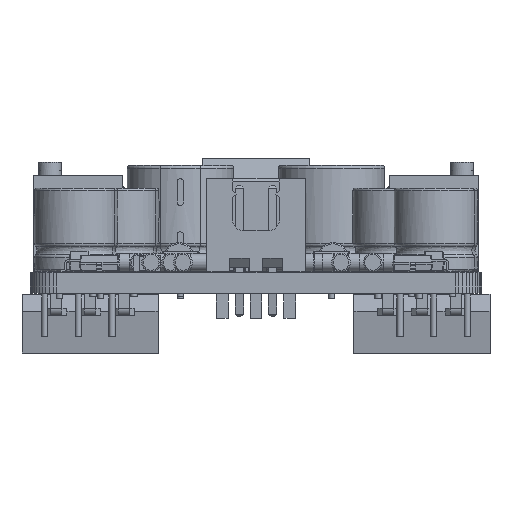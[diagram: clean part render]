
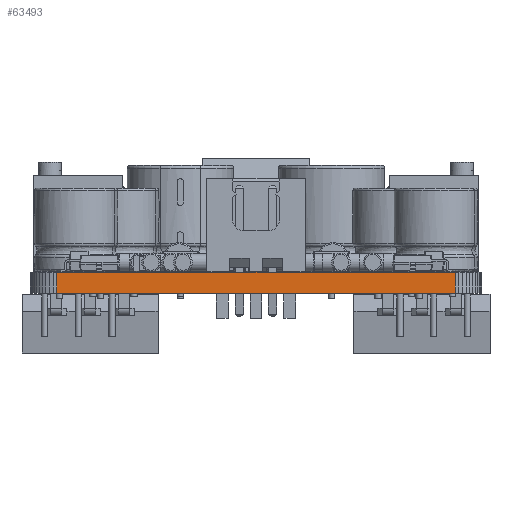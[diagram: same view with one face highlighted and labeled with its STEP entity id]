
A CAD part, left-side view. The second image highlights one B-rep face of the part: STEP entity #63493.
In plain terms, the highlighted planar face has unit normal (-1, 0, 0).
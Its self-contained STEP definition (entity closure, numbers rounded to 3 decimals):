
#57919 = PLANE('',#57920);
#57920 = AXIS2_PLACEMENT_3D('',#57921,#57922,#57923);
#57921 = CARTESIAN_POINT('',(32.5,-12.5,1.58));
#57922 = DIRECTION('',(-0.,-0.,-1.));
#57923 = DIRECTION('',(-1.,0.,0.));
#57973 = PLANE('',#57974);
#57974 = AXIS2_PLACEMENT_3D('',#57975,#57976,#57977);
#57975 = CARTESIAN_POINT('',(32.5,-12.5,0.));
#57976 = DIRECTION('',(-0.,-0.,-1.));
#57977 = DIRECTION('',(-1.,0.,0.));
#59034 = VERTEX_POINT('',#59035);
#59035 = CARTESIAN_POINT('',(-4.5,-27.5,0.));
#59049 = PLANE('',#59050);
#59050 = AXIS2_PLACEMENT_3D('',#59051,#59052,#59053);
#59051 = CARTESIAN_POINT('',(-4.48,-27.785,0.));
#59052 = DIRECTION('',(-0.997,-0.071,0.));
#59053 = DIRECTION('',(-0.071,0.997,0.));
#59061 = EDGE_CURVE('',#59034,#59062,#59064,.T.);
#59062 = VERTEX_POINT('',#59063);
#59063 = CARTESIAN_POINT('',(-4.5,2.5,0.));
#59064 = SURFACE_CURVE('',#59065,(#59069,#59076),.PCURVE_S1.);
#59065 = LINE('',#59066,#59067);
#59066 = CARTESIAN_POINT('',(-4.5,-27.5,0.));
#59067 = VECTOR('',#59068,1.);
#59068 = DIRECTION('',(0.,1.,0.));
#59069 = PCURVE('',#57973,#59070);
#59070 = DEFINITIONAL_REPRESENTATION('',(#59071),#59075);
#59071 = LINE('',#59072,#59073);
#59072 = CARTESIAN_POINT('',(37.,-15.));
#59073 = VECTOR('',#59074,1.);
#59074 = DIRECTION('',(0.,1.));
#59075 = ( GEOMETRIC_REPRESENTATION_CONTEXT(2) 
PARAMETRIC_REPRESENTATION_CONTEXT() REPRESENTATION_CONTEXT('2D SPACE',''
  ) );
#59076 = PCURVE('',#59077,#59082);
#59077 = PLANE('',#59078);
#59078 = AXIS2_PLACEMENT_3D('',#59079,#59080,#59081);
#59079 = CARTESIAN_POINT('',(-4.5,-27.5,0.));
#59080 = DIRECTION('',(-1.,0.,0.));
#59081 = DIRECTION('',(0.,1.,0.));
#59082 = DEFINITIONAL_REPRESENTATION('',(#59083),#59087);
#59083 = LINE('',#59084,#59085);
#59084 = CARTESIAN_POINT('',(0.,0.));
#59085 = VECTOR('',#59086,1.);
#59086 = DIRECTION('',(1.,0.));
#59087 = ( GEOMETRIC_REPRESENTATION_CONTEXT(2) 
PARAMETRIC_REPRESENTATION_CONTEXT() REPRESENTATION_CONTEXT('2D SPACE',''
  ) );
#59105 = PLANE('',#59106);
#59106 = AXIS2_PLACEMENT_3D('',#59107,#59108,#59109);
#59107 = CARTESIAN_POINT('',(-4.5,2.5,0.));
#59108 = DIRECTION('',(-0.997,0.071,0.));
#59109 = DIRECTION('',(0.071,0.997,0.));
#61463 = VERTEX_POINT('',#61464);
#61464 = CARTESIAN_POINT('',(-4.5,-27.5,1.58));
#61485 = EDGE_CURVE('',#61463,#61486,#61488,.T.);
#61486 = VERTEX_POINT('',#61487);
#61487 = CARTESIAN_POINT('',(-4.5,2.5,1.58));
#61488 = SURFACE_CURVE('',#61489,(#61493,#61500),.PCURVE_S1.);
#61489 = LINE('',#61490,#61491);
#61490 = CARTESIAN_POINT('',(-4.5,-27.5,1.58));
#61491 = VECTOR('',#61492,1.);
#61492 = DIRECTION('',(0.,1.,0.));
#61493 = PCURVE('',#57919,#61494);
#61494 = DEFINITIONAL_REPRESENTATION('',(#61495),#61499);
#61495 = LINE('',#61496,#61497);
#61496 = CARTESIAN_POINT('',(37.,-15.));
#61497 = VECTOR('',#61498,1.);
#61498 = DIRECTION('',(0.,1.));
#61499 = ( GEOMETRIC_REPRESENTATION_CONTEXT(2) 
PARAMETRIC_REPRESENTATION_CONTEXT() REPRESENTATION_CONTEXT('2D SPACE',''
  ) );
#61500 = PCURVE('',#59077,#61501);
#61501 = DEFINITIONAL_REPRESENTATION('',(#61502),#61506);
#61502 = LINE('',#61503,#61504);
#61503 = CARTESIAN_POINT('',(0.,-1.58));
#61504 = VECTOR('',#61505,1.);
#61505 = DIRECTION('',(1.,0.));
#61506 = ( GEOMETRIC_REPRESENTATION_CONTEXT(2) 
PARAMETRIC_REPRESENTATION_CONTEXT() REPRESENTATION_CONTEXT('2D SPACE',''
  ) );
#63443 = EDGE_CURVE('',#59062,#61486,#63444,.T.);
#63444 = SURFACE_CURVE('',#63445,(#63449,#63456),.PCURVE_S1.);
#63445 = LINE('',#63446,#63447);
#63446 = CARTESIAN_POINT('',(-4.5,2.5,0.));
#63447 = VECTOR('',#63448,1.);
#63448 = DIRECTION('',(0.,0.,1.));
#63449 = PCURVE('',#59105,#63450);
#63450 = DEFINITIONAL_REPRESENTATION('',(#63451),#63455);
#63451 = LINE('',#63452,#63453);
#63452 = CARTESIAN_POINT('',(0.,0.));
#63453 = VECTOR('',#63454,1.);
#63454 = DIRECTION('',(0.,-1.));
#63455 = ( GEOMETRIC_REPRESENTATION_CONTEXT(2) 
PARAMETRIC_REPRESENTATION_CONTEXT() REPRESENTATION_CONTEXT('2D SPACE',''
  ) );
#63456 = PCURVE('',#59077,#63457);
#63457 = DEFINITIONAL_REPRESENTATION('',(#63458),#63462);
#63458 = LINE('',#63459,#63460);
#63459 = CARTESIAN_POINT('',(30.,0.));
#63460 = VECTOR('',#63461,1.);
#63461 = DIRECTION('',(0.,-1.));
#63462 = ( GEOMETRIC_REPRESENTATION_CONTEXT(2) 
PARAMETRIC_REPRESENTATION_CONTEXT() REPRESENTATION_CONTEXT('2D SPACE',''
  ) );
#63493 = ADVANCED_FACE('',(#63494),#59077,.T.);
#63494 = FACE_BOUND('',#63495,.T.);
#63495 = EDGE_LOOP('',(#63496,#63517,#63518,#63519));
#63496 = ORIENTED_EDGE('',*,*,#63497,.T.);
#63497 = EDGE_CURVE('',#59034,#61463,#63498,.T.);
#63498 = SURFACE_CURVE('',#63499,(#63503,#63510),.PCURVE_S1.);
#63499 = LINE('',#63500,#63501);
#63500 = CARTESIAN_POINT('',(-4.5,-27.5,0.));
#63501 = VECTOR('',#63502,1.);
#63502 = DIRECTION('',(0.,0.,1.));
#63503 = PCURVE('',#59077,#63504);
#63504 = DEFINITIONAL_REPRESENTATION('',(#63505),#63509);
#63505 = LINE('',#63506,#63507);
#63506 = CARTESIAN_POINT('',(0.,0.));
#63507 = VECTOR('',#63508,1.);
#63508 = DIRECTION('',(0.,-1.));
#63509 = ( GEOMETRIC_REPRESENTATION_CONTEXT(2) 
PARAMETRIC_REPRESENTATION_CONTEXT() REPRESENTATION_CONTEXT('2D SPACE',''
  ) );
#63510 = PCURVE('',#59049,#63511);
#63511 = DEFINITIONAL_REPRESENTATION('',(#63512),#63516);
#63512 = LINE('',#63513,#63514);
#63513 = CARTESIAN_POINT('',(0.285,0.));
#63514 = VECTOR('',#63515,1.);
#63515 = DIRECTION('',(0.,-1.));
#63516 = ( GEOMETRIC_REPRESENTATION_CONTEXT(2) 
PARAMETRIC_REPRESENTATION_CONTEXT() REPRESENTATION_CONTEXT('2D SPACE',''
  ) );
#63517 = ORIENTED_EDGE('',*,*,#61485,.T.);
#63518 = ORIENTED_EDGE('',*,*,#63443,.F.);
#63519 = ORIENTED_EDGE('',*,*,#59061,.F.);
